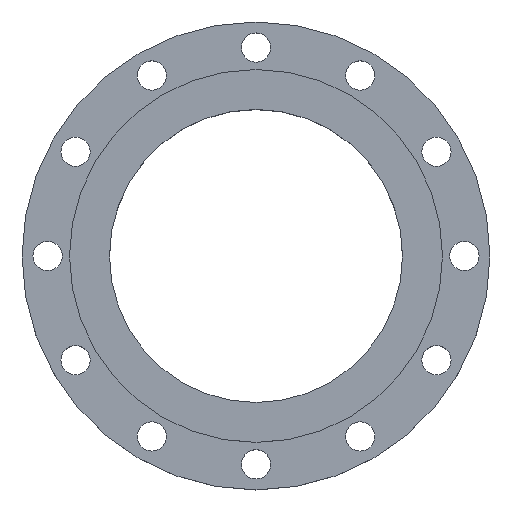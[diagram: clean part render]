
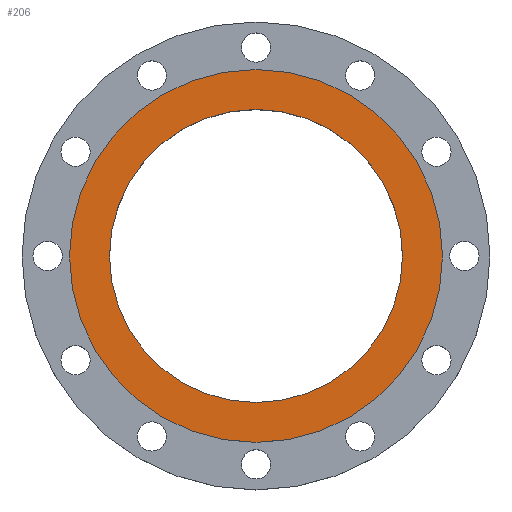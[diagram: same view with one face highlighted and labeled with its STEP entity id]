
A CAD part, top view. The second image highlights one B-rep face of the part: STEP entity #206.
In plain terms, the highlighted planar face has unit normal (0, 0, 1).
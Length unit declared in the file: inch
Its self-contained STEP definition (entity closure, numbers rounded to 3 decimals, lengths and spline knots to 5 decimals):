
#55 = VERTEX_POINT ( 'NONE', #1387 ) ;
#60 = CIRCLE ( 'NONE', #1419, 5.01 ) ;
#63 = EDGE_CURVE ( 'NONE', #55, #542, #60, .T. ) ;
#75 = CARTESIAN_POINT ( 'NONE',  ( 0., 0., 0. ) ) ;
#89 = EDGE_CURVE ( 'NONE', #773, #1091, #1160, .T. ) ;
#112 = CIRCLE ( 'NONE', #1116, 6.375 ) ;
#193 = FACE_OUTER_BOUND ( 'NONE', #295, .T. ) ;
#206 = ADVANCED_FACE ( 'NONE', ( #632, #193 ), #298, .F. ) ;
#220 = EDGE_LOOP ( 'NONE', ( #1331, #275 ) ) ;
#254 = CARTESIAN_POINT ( 'NONE',  ( 0., 0., 0. ) ) ;
#272 = DIRECTION ( 'NONE',  ( 0., 0., 1. ) ) ;
#275 = ORIENTED_EDGE ( 'NONE', *, *, #63, .F. ) ;
#295 = EDGE_LOOP ( 'NONE', ( #442, #1343 ) ) ;
#298 = PLANE ( 'NONE',  #991 ) ;
#339 = CIRCLE ( 'NONE', #1169, 5.01 ) ;
#442 = ORIENTED_EDGE ( 'NONE', *, *, #781, .T. ) ;
#517 = AXIS2_PLACEMENT_3D ( 'NONE', #738, #272, #957 ) ;
#542 = VERTEX_POINT ( 'NONE', #1133 ) ;
#560 = DIRECTION ( 'NONE',  ( 0., 0., 1. ) ) ;
#632 = FACE_BOUND ( 'NONE', #220, .T. ) ;
#697 = DIRECTION ( 'NONE',  ( -1., 0., 0. ) ) ;
#699 = DIRECTION ( 'NONE',  ( 1., 0., 0. ) ) ;
#724 = DIRECTION ( 'NONE',  ( 0., 0., 1. ) ) ;
#738 = CARTESIAN_POINT ( 'NONE',  ( 0., 0., 0. ) ) ;
#745 = DIRECTION ( 'NONE',  ( 0., 0., -1. ) ) ;
#773 = VERTEX_POINT ( 'NONE', #1074 ) ;
#781 = EDGE_CURVE ( 'NONE', #1091, #773, #112, .T. ) ;
#819 = DIRECTION ( 'NONE',  ( 1., 0., 0. ) ) ;
#834 = DIRECTION ( 'NONE',  ( 1., 0., 0. ) ) ;
#957 = DIRECTION ( 'NONE',  ( 1., 0., 0. ) ) ;
#961 = DIRECTION ( 'NONE',  ( 0., 0., 1. ) ) ;
#991 = AXIS2_PLACEMENT_3D ( 'NONE', #1085, #745, #697 ) ;
#1074 = CARTESIAN_POINT ( 'NONE',  ( -6.375, 0., 0. ) ) ;
#1085 = CARTESIAN_POINT ( 'NONE',  ( 0., 5.01, 0. ) ) ;
#1091 = VERTEX_POINT ( 'NONE', #1236 ) ;
#1116 = AXIS2_PLACEMENT_3D ( 'NONE', #75, #961, #834 ) ;
#1133 = CARTESIAN_POINT ( 'NONE',  ( 5.01, 0., 0. ) ) ;
#1160 = CIRCLE ( 'NONE', #517, 6.375 ) ;
#1169 = AXIS2_PLACEMENT_3D ( 'NONE', #1170, #724, #819 ) ;
#1170 = CARTESIAN_POINT ( 'NONE',  ( 0., 0., 0. ) ) ;
#1236 = CARTESIAN_POINT ( 'NONE',  ( 6.375, 0., 0. ) ) ;
#1271 = EDGE_CURVE ( 'NONE', #542, #55, #339, .T. ) ;
#1331 = ORIENTED_EDGE ( 'NONE', *, *, #1271, .F. ) ;
#1343 = ORIENTED_EDGE ( 'NONE', *, *, #89, .T. ) ;
#1387 = CARTESIAN_POINT ( 'NONE',  ( -5.01, 0., 0. ) ) ;
#1419 = AXIS2_PLACEMENT_3D ( 'NONE', #254, #560, #699 ) ;
